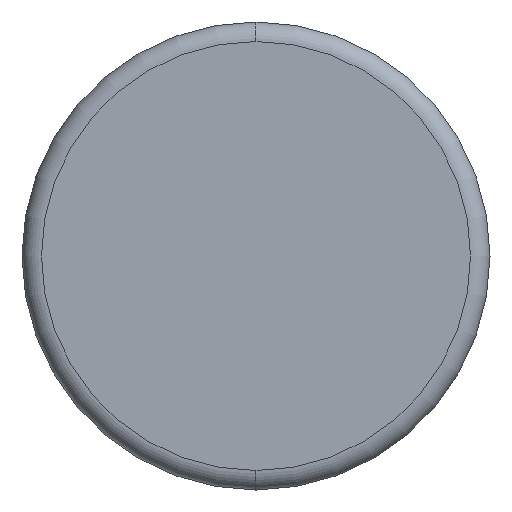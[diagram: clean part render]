
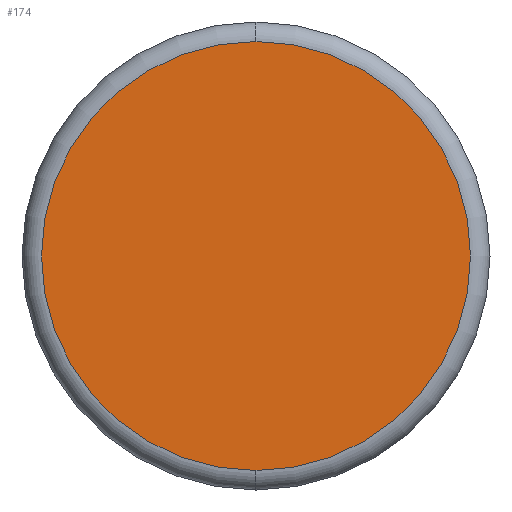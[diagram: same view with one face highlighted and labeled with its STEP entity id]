
A CAD part, left-side view. The second image highlights one B-rep face of the part: STEP entity #174.
In plain terms, the highlighted planar face has unit normal (-1, 0, 0).
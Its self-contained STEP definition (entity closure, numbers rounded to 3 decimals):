
#37 = CIRCLE ( 'NONE', #328, 5.5 ) ;
#39 = CARTESIAN_POINT ( 'NONE',  ( 0., 0., 0. ) ) ;
#73 = DIRECTION ( 'NONE',  ( -1., 0., 0. ) ) ;
#91 = VERTEX_POINT ( 'NONE', #333 ) ;
#92 = AXIS2_PLACEMENT_3D ( 'NONE', #475, #183, #138 ) ;
#98 = CARTESIAN_POINT ( 'NONE',  ( 0., 0., -5.5 ) ) ;
#119 = DIRECTION ( 'NONE',  ( -1., 0., 0. ) ) ;
#129 = FACE_OUTER_BOUND ( 'NONE', #270, .T. ) ;
#138 = DIRECTION ( 'NONE',  ( 0., 0., -1. ) ) ;
#174 = ADVANCED_FACE ( 'NONE', ( #129 ), #528, .F. ) ;
#183 = DIRECTION ( 'NONE',  ( 1., 0., 0. ) ) ;
#237 = ORIENTED_EDGE ( 'NONE', *, *, #258, .T. ) ;
#240 = CIRCLE ( 'NONE', #469, 5.5 ) ;
#253 = ORIENTED_EDGE ( 'NONE', *, *, #281, .T. ) ;
#258 = EDGE_CURVE ( 'NONE', #394, #91, #240, .T. ) ;
#270 = EDGE_LOOP ( 'NONE', ( #237, #253 ) ) ;
#281 = EDGE_CURVE ( 'NONE', #91, #394, #37, .T. ) ;
#298 = DIRECTION ( 'NONE',  ( 0., 0., -1. ) ) ;
#328 = AXIS2_PLACEMENT_3D ( 'NONE', #39, #73, #565 ) ;
#333 = CARTESIAN_POINT ( 'NONE',  ( 0., 0., 5.5 ) ) ;
#336 = CARTESIAN_POINT ( 'NONE',  ( 0., 0., 0. ) ) ;
#394 = VERTEX_POINT ( 'NONE', #98 ) ;
#469 = AXIS2_PLACEMENT_3D ( 'NONE', #336, #119, #298 ) ;
#475 = CARTESIAN_POINT ( 'NONE',  ( 0., 0., 0. ) ) ;
#528 = PLANE ( 'NONE',  #92 ) ;
#565 = DIRECTION ( 'NONE',  ( 0., 0., -1. ) ) ;
